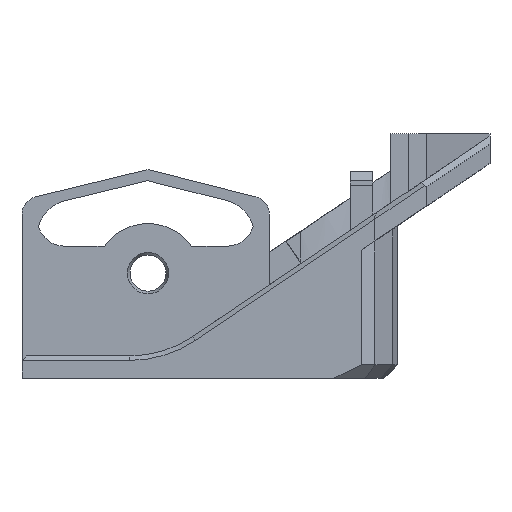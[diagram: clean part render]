
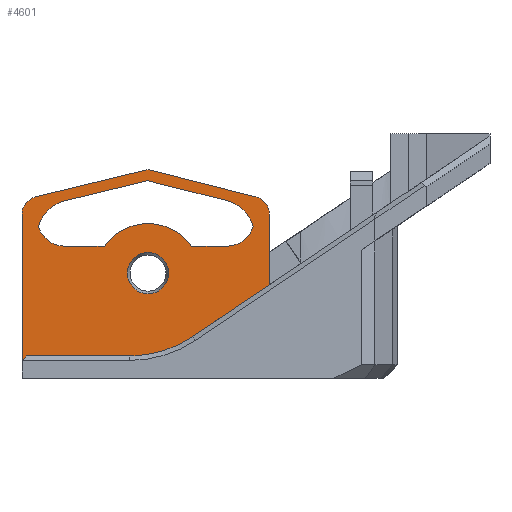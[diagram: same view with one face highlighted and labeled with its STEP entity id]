
A CAD part, left-side view. The second image highlights one B-rep face of the part: STEP entity #4601.
In plain terms, the highlighted planar face has unit normal (-1, 0, 0).
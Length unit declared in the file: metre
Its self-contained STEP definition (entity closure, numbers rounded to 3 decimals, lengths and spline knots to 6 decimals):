
#120=CIRCLE('',#4762,0.0125);
#144=CIRCLE('',#4813,0.002);
#146=CIRCLE('',#4818,0.002);
#169=CIRCLE('',#4920,0.004);
#170=CIRCLE('',#4921,0.003);
#171=CIRCLE('',#4922,0.006);
#172=CIRCLE('',#4923,0.003);
#173=CIRCLE('',#4924,0.004);
#174=CIRCLE('',#4925,0.0023);
#933=ORIENTED_EDGE('',*,*,#2035,.F.);
#934=ORIENTED_EDGE('',*,*,#2036,.T.);
#935=ORIENTED_EDGE('',*,*,#2037,.F.);
#936=ORIENTED_EDGE('',*,*,#2038,.F.);
#937=ORIENTED_EDGE('',*,*,#2039,.F.);
#938=ORIENTED_EDGE('',*,*,#2040,.T.);
#939=ORIENTED_EDGE('',*,*,#2041,.F.);
#940=ORIENTED_EDGE('',*,*,#2042,.F.);
#941=ORIENTED_EDGE('',*,*,#2043,.F.);
#942=ORIENTED_EDGE('',*,*,#1643,.T.);
#943=ORIENTED_EDGE('',*,*,#1757,.T.);
#944=ORIENTED_EDGE('',*,*,#2032,.T.);
#945=ORIENTED_EDGE('',*,*,#1845,.F.);
#946=ORIENTED_EDGE('',*,*,#1842,.F.);
#947=ORIENTED_EDGE('',*,*,#1839,.F.);
#948=ORIENTED_EDGE('',*,*,#1836,.F.);
#949=ORIENTED_EDGE('',*,*,#1620,.F.);
#950=ORIENTED_EDGE('',*,*,#2044,.T.);
#951=ORIENTED_EDGE('',*,*,#1863,.T.);
#952=ORIENTED_EDGE('',*,*,#2045,.T.);
#1620=EDGE_CURVE('',#2299,#2300,#2746,.T.);
#1643=EDGE_CURVE('',#2319,#2322,#120,.T.);
#1757=EDGE_CURVE('',#2322,#2427,#2847,.T.);
#1836=EDGE_CURVE('',#2300,#2493,#144,.T.);
#1839=EDGE_CURVE('',#2493,#2495,#2913,.T.);
#1842=EDGE_CURVE('',#2495,#2497,#2916,.T.);
#1845=EDGE_CURVE('',#2497,#2499,#146,.T.);
#1863=EDGE_CURVE('',#2511,#2319,#2928,.T.);
#2032=EDGE_CURVE('',#2427,#2499,#3084,.T.);
#2035=EDGE_CURVE('',#2603,#2604,#169,.F.);
#2036=EDGE_CURVE('',#2603,#2605,#170,.T.);
#2037=EDGE_CURVE('',#2606,#2605,#3086,.F.);
#2038=EDGE_CURVE('',#2607,#2606,#171,.T.);
#2039=EDGE_CURVE('',#2608,#2607,#3087,.F.);
#2040=EDGE_CURVE('',#2608,#2609,#172,.T.);
#2041=EDGE_CURVE('',#2610,#2609,#173,.F.);
#2042=EDGE_CURVE('',#2611,#2610,#3088,.T.);
#2043=EDGE_CURVE('',#2604,#2611,#3089,.T.);
#2044=EDGE_CURVE('',#2299,#2511,#3090,.T.);
#2045=EDGE_CURVE('',#2612,#2612,#174,.T.);
#2299=VERTEX_POINT('',#6431);
#2300=VERTEX_POINT('',#6433);
#2319=VERTEX_POINT('',#6474);
#2322=VERTEX_POINT('',#6479);
#2427=VERTEX_POINT('',#6735);
#2493=VERTEX_POINT('',#6927);
#2495=VERTEX_POINT('',#6933);
#2497=VERTEX_POINT('',#6939);
#2499=VERTEX_POINT('',#6945);
#2511=VERTEX_POINT('',#6975);
#2603=VERTEX_POINT('',#7318);
#2604=VERTEX_POINT('',#7319);
#2605=VERTEX_POINT('',#7321);
#2606=VERTEX_POINT('',#7323);
#2607=VERTEX_POINT('',#7325);
#2608=VERTEX_POINT('',#7327);
#2609=VERTEX_POINT('',#7329);
#2610=VERTEX_POINT('',#7331);
#2611=VERTEX_POINT('',#7333);
#2612=VERTEX_POINT('',#7337);
#2746=LINE('',#6432,#3272);
#2847=LINE('',#6736,#3373);
#2913=LINE('',#6932,#3439);
#2916=LINE('',#6938,#3442);
#2928=LINE('',#6978,#3454);
#3084=LINE('',#7310,#3610);
#3086=LINE('',#7322,#3612);
#3087=LINE('',#7326,#3613);
#3088=LINE('',#7332,#3614);
#3089=LINE('',#7334,#3615);
#3090=LINE('',#7335,#3616);
#3272=VECTOR('',#5155,1.);
#3373=VECTOR('',#5332,1.);
#3439=VECTOR('',#5440,1.);
#3442=VECTOR('',#5445,1.);
#3454=VECTOR('',#5481,1.);
#3610=VECTOR('',#5809,1.);
#3612=VECTOR('',#5825,1.);
#3613=VECTOR('',#5828,1.);
#3614=VECTOR('',#5833,1.);
#3615=VECTOR('',#5834,1.);
#3616=VECTOR('',#5835,1.);
#3884=EDGE_LOOP('',(#933,#934,#935,#936,#937,#938,#939,#940,#941));
#3885=EDGE_LOOP('',(#942,#943,#944,#945,#946,#947,#948,#949,#950,#951));
#3886=EDGE_LOOP('',(#952));
#4160=FACE_BOUND('',#3884,.T.);
#4161=FACE_BOUND('',#3885,.T.);
#4162=FACE_BOUND('',#3886,.T.);
#4409=PLANE('',#4919);
#4601=ADVANCED_FACE('',(#4160,#4161,#4162),#4409,.F.);
#4762=AXIS2_PLACEMENT_3D('',#6480,#5185,#5186);
#4813=AXIS2_PLACEMENT_3D('',#6926,#5433,#5434);
#4818=AXIS2_PLACEMENT_3D('',#6944,#5450,#5451);
#4919=AXIS2_PLACEMENT_3D('',#7316,#5819,#5820);
#4920=AXIS2_PLACEMENT_3D('',#7317,#5821,#5822);
#4921=AXIS2_PLACEMENT_3D('',#7320,#5823,#5824);
#4922=AXIS2_PLACEMENT_3D('',#7324,#5826,#5827);
#4923=AXIS2_PLACEMENT_3D('',#7328,#5829,#5830);
#4924=AXIS2_PLACEMENT_3D('',#7330,#5831,#5832);
#4925=AXIS2_PLACEMENT_3D('',#7336,#5836,#5837);
#5155=DIRECTION('',(0.,0.,1.));
#5185=DIRECTION('',(-1.,0.,0.));
#5186=DIRECTION('',(0.,-0.559,-0.829));
#5332=DIRECTION('',(0.,-0.829,0.559));
#5433=DIRECTION('',(1.,0.,0.));
#5434=DIRECTION('',(0.,0.,-1.));
#5440=DIRECTION('',(0.,-0.972,0.236));
#5445=DIRECTION('',(0.,-0.969,-0.245));
#5450=DIRECTION('',(1.,0.,0.));
#5451=DIRECTION('',(0.,0.,-1.));
#5481=DIRECTION('',(0.,-1.,0.));
#5809=DIRECTION('',(0.,0.,1.));
#5819=DIRECTION('',(1.,0.,0.));
#5820=DIRECTION('',(0.,-1.,0.));
#5821=DIRECTION('',(1.,0.,0.));
#5822=DIRECTION('',(0.,0.,-1.));
#5823=DIRECTION('',(1.,0.,0.));
#5824=DIRECTION('',(0.,0.,-1.));
#5825=DIRECTION('',(0.,1.,0.));
#5826=DIRECTION('',(1.,0.,0.));
#5827=DIRECTION('',(0.,0.,-1.));
#5828=DIRECTION('',(0.,1.,0.));
#5829=DIRECTION('',(1.,0.,0.));
#5830=DIRECTION('',(0.,0.,-1.));
#5831=DIRECTION('',(1.,0.,0.));
#5832=DIRECTION('',(0.,0.,-1.));
#5833=DIRECTION('',(0.,0.972,-0.236));
#5834=DIRECTION('',(0.,0.969,0.245));
#5835=DIRECTION('',(0.,-0.707,0.707));
#5836=DIRECTION('',(1.,0.,0.));
#5837=DIRECTION('',(0.,0.,-1.));
#6431=CARTESIAN_POINT('',(-0.027,0.0046,0.002));
#6432=CARTESIAN_POINT('',(-0.027,0.0046,0.));
#6433=CARTESIAN_POINT('',(-0.027,0.0046,0.018228));
#6474=CARTESIAN_POINT('',(-0.027,-0.007381,0.0025));
#6479=CARTESIAN_POINT('',(-0.027,-0.014371,0.004637));
#6480=CARTESIAN_POINT('',(-0.027,-0.007381,0.015));
#6735=CARTESIAN_POINT('',(-0.027,-0.0229,0.01039));
#6736=CARTESIAN_POINT('',(-0.027,-0.035346,0.018785));
#6926=CARTESIAN_POINT('',(-0.027,0.0026,0.018228));
#6927=CARTESIAN_POINT('',(-0.027,0.003072,0.020171));
#6932=CARTESIAN_POINT('',(-0.027,-0.003164,0.021686));
#6933=CARTESIAN_POINT('',(-0.027,-0.0094,0.0232));
#6938=CARTESIAN_POINT('',(-0.027,-0.015395,0.021683));
#6939=CARTESIAN_POINT('',(-0.027,-0.021391,0.020166));
#6944=CARTESIAN_POINT('',(-0.027,-0.0209,0.018228));
#6945=CARTESIAN_POINT('',(-0.027,-0.0229,0.018228));
#6975=CARTESIAN_POINT('',(-0.027,0.0041,0.0025));
#6978=CARTESIAN_POINT('',(-0.027,-0.0214,0.0025));
#7310=CARTESIAN_POINT('',(-0.027,-0.0229,0.01039));
#7316=CARTESIAN_POINT('',(-0.027,-0.0214,0.013458));
#7317=CARTESIAN_POINT('',(-0.027,-0.0172,0.015863));
#7318=CARTESIAN_POINT('',(-0.027,-0.021077,0.016849));
#7319=CARTESIAN_POINT('',(-0.027,-0.018181,0.019741));
#7320=CARTESIAN_POINT('',(-0.027,-0.0182,0.0177));
#7321=CARTESIAN_POINT('',(-0.027,-0.0182,0.0147));
#7322=CARTESIAN_POINT('',(-0.027,-0.005692,0.0147));
#7323=CARTESIAN_POINT('',(-0.027,-0.014273,0.0147));
#7324=CARTESIAN_POINT('',(-0.027,-0.0094,0.0112));
#7325=CARTESIAN_POINT('',(-0.027,-0.004527,0.0147));
#7326=CARTESIAN_POINT('',(-0.027,-0.005692,0.0147));
#7327=CARTESIAN_POINT('',(-0.027,-0.0001,0.0147));
#7328=CARTESIAN_POINT('',(-0.027,-0.0001,0.0177));
#7329=CARTESIAN_POINT('',(-0.027,0.002773,0.016835));
#7330=CARTESIAN_POINT('',(-0.027,-0.0011,0.015833));
#7331=CARTESIAN_POINT('',(-0.027,-0.000156,0.01972));
#7332=CARTESIAN_POINT('',(-0.027,-0.009442,0.021975));
#7333=CARTESIAN_POINT('',(-0.027,-0.009394,0.021964));
#7334=CARTESIAN_POINT('',(-0.027,-0.020596,0.01913));
#7335=CARTESIAN_POINT('',(-0.027,-0.014129,0.020729));
#7336=CARTESIAN_POINT('',(-0.027,-0.0094,0.0117));
#7337=CARTESIAN_POINT('',(-0.027,-0.0094,0.0094));
